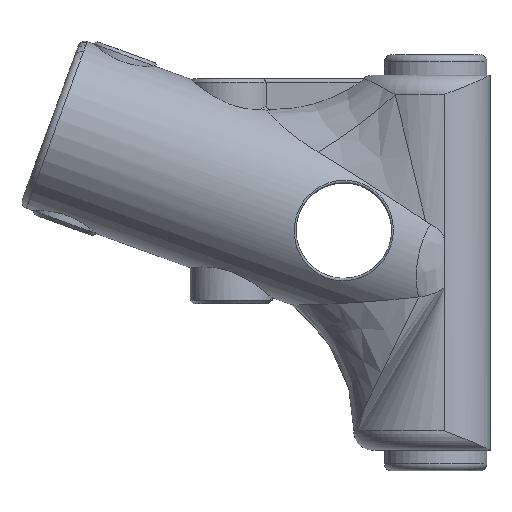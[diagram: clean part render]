
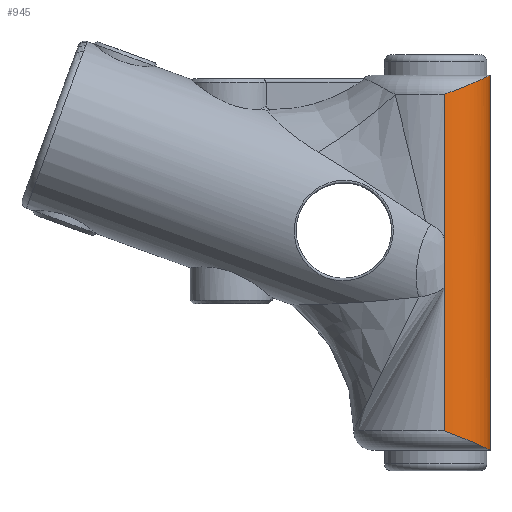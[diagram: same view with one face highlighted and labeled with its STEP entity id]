
A CAD part, top view. The second image highlights one B-rep face of the part: STEP entity #945.
In plain terms, the highlighted cylindrical face has radius 7.5 mm (diameter 15 mm), a partial arc.
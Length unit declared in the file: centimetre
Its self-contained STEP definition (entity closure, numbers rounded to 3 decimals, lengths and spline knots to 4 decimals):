
#27=LINE($,#3676,#43);
#28=LINE($,#3695,#44);
#43=VECTOR($,#1224,5.5);
#44=VECTOR($,#1227,4.9343);
#145=B_SPLINE_CURVE_WITH_KNOTS($,3,(#3680,#3681,#3682,#3683,#3684,#3685,
#3686,#3687,#3688,#3689,#3690,#3691,#3692,#3693),.UNSPECIFIED.,.F.,.F.,
(4,2,2,2,2,2,4),(-1.1381,-1.1099,-0.8376,
-0.5366,-0.2724,0.,0.002),
 .UNSPECIFIED.);
#146=B_SPLINE_CURVE_WITH_KNOTS($,3,(#3696,#3697,#3698,#3699,#3700,#3701,
#3702,#3703,#3704,#3705,#3706,#3707,#3708,#3709),.UNSPECIFIED.,.F.,.F.,
(4,2,2,2,2,2,4),(-1.261,-1.2597,-1.0855,
-0.9166,-0.7243,-0.5502,-0.5323),
 .UNSPECIFIED.);
#167=CYLINDRICAL_SURFACE($,#1034,0.75);
#264=FACE_OUTER_BOUND($,#360,.T.);
#360=EDGE_LOOP($,(#836,#837,#838,#839,#840,#841));
#405=CIRCLE($,#1035,0.75);
#406=CIRCLE($,#1036,0.75);
#501=VERTEX_POINT($,#3672);
#502=VERTEX_POINT($,#3673);
#503=VERTEX_POINT($,#3675);
#504=VERTEX_POINT($,#3677);
#505=VERTEX_POINT($,#3679);
#506=VERTEX_POINT($,#3694);
#621=EDGE_CURVE($,#501,#502,#405,.T.);
#622=EDGE_CURVE($,#502,#503,#27,.T.);
#623=EDGE_CURVE($,#503,#504,#406,.T.);
#624=EDGE_CURVE($,#504,#505,#145,.T.);
#625=EDGE_CURVE($,#505,#506,#28,.T.);
#626=EDGE_CURVE($,#506,#501,#146,.T.);
#836=ORIENTED_EDGE($,*,*,#621,.T.);
#837=ORIENTED_EDGE($,*,*,#622,.T.);
#838=ORIENTED_EDGE($,*,*,#623,.T.);
#839=ORIENTED_EDGE($,*,*,#624,.T.);
#840=ORIENTED_EDGE($,*,*,#625,.T.);
#841=ORIENTED_EDGE($,*,*,#626,.T.);
#945=ADVANCED_FACE($,(#264),#167,.T.);
#1034=AXIS2_PLACEMENT_3D($,#3671,#1220,#1221);
#1035=AXIS2_PLACEMENT_3D($,#3674,#1222,#1223);
#1036=AXIS2_PLACEMENT_3D($,#3678,#1225,#1226);
#1220=DIRECTION('center_axis',(0.,-1.,0.));
#1221=DIRECTION('ref_axis',(0.744,0.,0.668));
#1222=DIRECTION('center_axis',(0.,1.,0.));
#1223=DIRECTION('ref_axis',(0.744,0.,0.668));
#1224=DIRECTION($,(0.,1.,0.));
#1225=DIRECTION('center_axis',(0.,-1.,0.));
#1226=DIRECTION('ref_axis',(0.744,0.,0.668));
#1227=DIRECTION($,(0.,-1.,0.));
#3671=CARTESIAN_POINT('Origin',(-13.6942,18.8237,1.5974));
#3672=CARTESIAN_POINT('',(-12.9442,13.3237,1.6019));
#3673=CARTESIAN_POINT('',(-12.9442,13.3237,1.5974));
#3674=CARTESIAN_POINT('Origin',(-13.6942,13.3237,1.5974));
#3675=CARTESIAN_POINT('',(-12.9442,18.8237,1.5974));
#3676=CARTESIAN_POINT($,(-12.9442,18.8237,1.5974));
#3677=CARTESIAN_POINT('',(-12.9442,18.8237,1.6019));
#3678=CARTESIAN_POINT('Origin',(-13.6942,18.8237,1.5974));
#3679=CARTESIAN_POINT('',(-13.614,18.5408,2.3431));
#3680=CARTESIAN_POINT('Ctrl Pts',(-12.9442,18.8237,1.6019));
#3681=CARTESIAN_POINT('Ctrl Pts',(-12.9442,18.8237,1.6111));
#3682=CARTESIAN_POINT('Ctrl Pts',(-12.9445,18.8236,1.6204));
#3683=CARTESIAN_POINT('Ctrl Pts',(-12.9488,18.8213,1.7198));
#3684=CARTESIAN_POINT('Ctrl Pts',(-12.9689,18.8099,1.808));
#3685=CARTESIAN_POINT('Ctrl Pts',(-13.0418,18.774,1.9803));
#3686=CARTESIAN_POINT('Ctrl Pts',(-13.0971,18.7486,2.0613));
#3687=CARTESIAN_POINT('Ctrl Pts',(-13.2247,18.6938,2.1883));
#3688=CARTESIAN_POINT('Ctrl Pts',(-13.2935,18.6656,2.2368));
#3689=CARTESIAN_POINT('Ctrl Pts',(-13.4451,18.6053,2.31));
#3690=CARTESIAN_POINT('Ctrl Pts',(-13.5276,18.5735,2.3336));
#3691=CARTESIAN_POINT('Ctrl Pts',(-13.6127,18.5413,2.343));
#3692=CARTESIAN_POINT('Ctrl Pts',(-13.6134,18.5411,2.3431));
#3693=CARTESIAN_POINT('Ctrl Pts',(-13.614,18.5408,2.3431));
#3694=CARTESIAN_POINT('',(-13.614,13.6065,2.3431));
#3695=CARTESIAN_POINT($,(-13.614,18.8237,2.3431));
#3696=CARTESIAN_POINT('Ctrl Pts',(-13.614,13.6065,2.3431));
#3697=CARTESIAN_POINT('Ctrl Pts',(-13.6134,13.6063,2.3431));
#3698=CARTESIAN_POINT('Ctrl Pts',(-13.6127,13.606,2.343));
#3699=CARTESIAN_POINT('Ctrl Pts',(-13.5276,13.5738,2.3336));
#3700=CARTESIAN_POINT('Ctrl Pts',(-13.445,13.542,2.31));
#3701=CARTESIAN_POINT('Ctrl Pts',(-13.2934,13.4817,2.2367));
#3702=CARTESIAN_POINT('Ctrl Pts',(-13.2246,13.4535,2.1883));
#3703=CARTESIAN_POINT('Ctrl Pts',(-13.097,13.3987,2.0612));
#3704=CARTESIAN_POINT('Ctrl Pts',(-13.0418,13.3733,1.9802));
#3705=CARTESIAN_POINT('Ctrl Pts',(-12.9688,13.3374,1.8079));
#3706=CARTESIAN_POINT('Ctrl Pts',(-12.9487,13.326,1.7196));
#3707=CARTESIAN_POINT('Ctrl Pts',(-12.9445,13.3238,1.6203));
#3708=CARTESIAN_POINT('Ctrl Pts',(-12.9442,13.3237,1.6111));
#3709=CARTESIAN_POINT('Ctrl Pts',(-12.9442,13.3237,1.6019));
